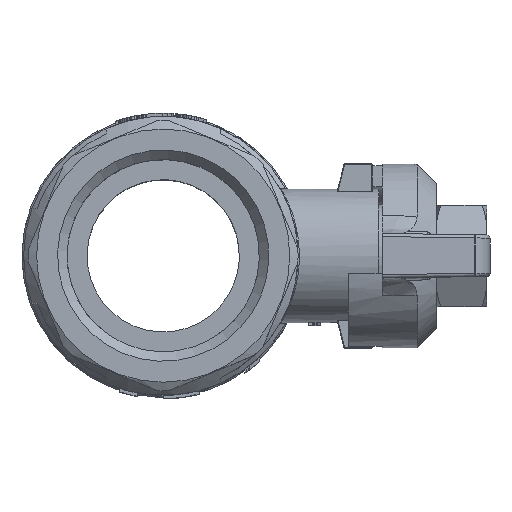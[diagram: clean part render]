
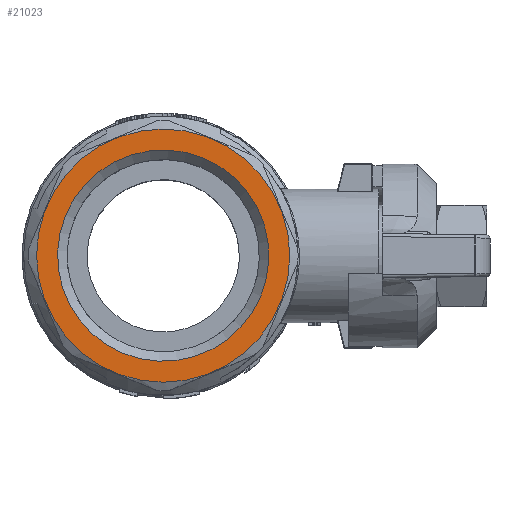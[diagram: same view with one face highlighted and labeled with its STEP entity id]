
A CAD part, top view. The second image highlights one B-rep face of the part: STEP entity #21023.
In plain terms, the highlighted planar face has unit normal (0, 0, 1).
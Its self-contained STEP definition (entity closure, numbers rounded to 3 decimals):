
#6039=ORIENTED_EDGE('',*,*,#12405,.F.);
#6040=ORIENTED_EDGE('',*,*,#12404,.F.);
#12404=EDGE_CURVE('',#15649,#15649,#17075,.T.);
#12405=EDGE_CURVE('',#15650,#15650,#17076,.T.);
#15649=VERTEX_POINT('',#44865);
#15650=VERTEX_POINT('',#44868);
#17075=CIRCLE('',#30703,16.646);
#17076=CIRCLE('',#30705,19.951);
#17460=EDGE_LOOP('',(#6039));
#17461=EDGE_LOOP('',(#6040));
#18778=FACE_BOUND('',#17460,.T.);
#18779=FACE_BOUND('',#17461,.T.);
#19897=PLANE('',#30704);
#21023=ADVANCED_FACE('',(#18778,#18779),#19897,.T.);
#30703=AXIS2_PLACEMENT_3D('',#44864,#35015,#35016);
#30704=AXIS2_PLACEMENT_3D('',#44866,#35017,#35018);
#30705=AXIS2_PLACEMENT_3D('',#44867,#35019,#35020);
#35015=DIRECTION('',(0.,0.,1.));
#35016=DIRECTION('',(0.383,0.924,0.));
#35017=DIRECTION('',(0.,0.,1.));
#35018=DIRECTION('',(1.,0.,0.));
#35019=DIRECTION('',(0.,0.,-1.));
#35020=DIRECTION('',(0.,1.,0.));
#44864=CARTESIAN_POINT('',(10.,0.,48.3));
#44865=CARTESIAN_POINT('',(16.37,15.378,48.3));
#44866=CARTESIAN_POINT('',(10.,0.,48.3));
#44867=CARTESIAN_POINT('',(10.,0.,48.3));
#44868=CARTESIAN_POINT('',(10.,19.951,48.3));
